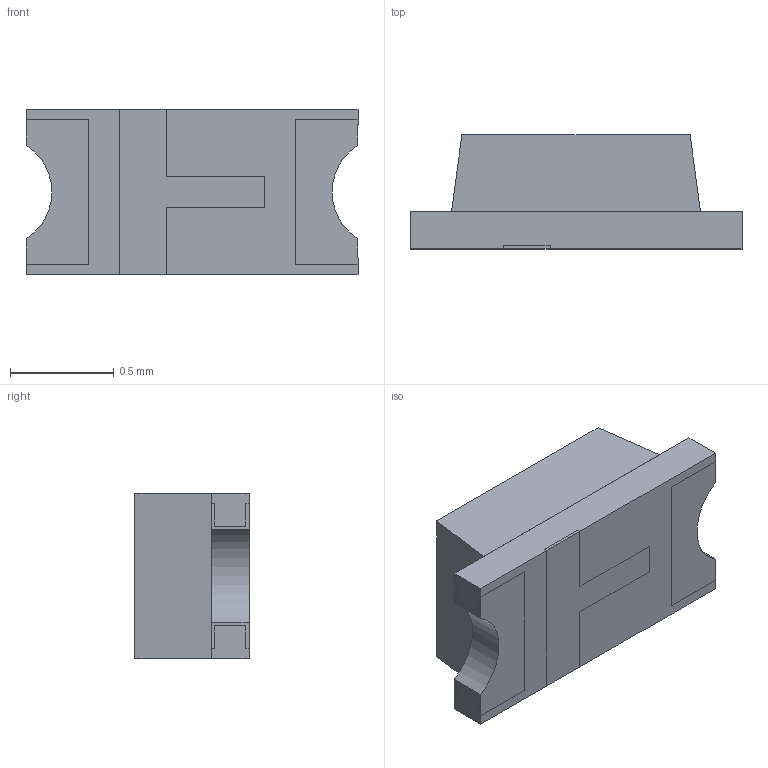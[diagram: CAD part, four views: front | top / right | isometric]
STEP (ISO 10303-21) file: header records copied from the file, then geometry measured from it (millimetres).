
FILE_DESCRIPTION (( 'STEP AP214' ), '1' );
FILE_NAME ('LSM0603453V.STEP', '2025-02-12T22:55:15', ( '' ), ( '' ), 'SwSTEP 2.0', 'SolidWorks 2021', '' );
FILE_SCHEMA (( 'AUTOMOTIVE_DESIGN' ));
Length unit declared in the file: millimetre
Products named in the file (1): LSM0603453V
Bounding box: 1.6 x 0.55 x 0.8 mm (x, y, z)
Volume: 0.6 mm3; surface area: 8.5 mm2
Topology: 6 solids, 6 shells, 96 faces, 252 edges, 168 vertices
Faces by surface type: plane 94, cylinder 2
Entity records: 2979 total; most frequent: CARTESIAN_POINT 517, ORIENTED_EDGE 504, DIRECTION 450, EDGE_CURVE 252, LINE 248, VECTOR 248, VERTEX_POINT 168, AXIS2_PLACEMENT_3D 101
